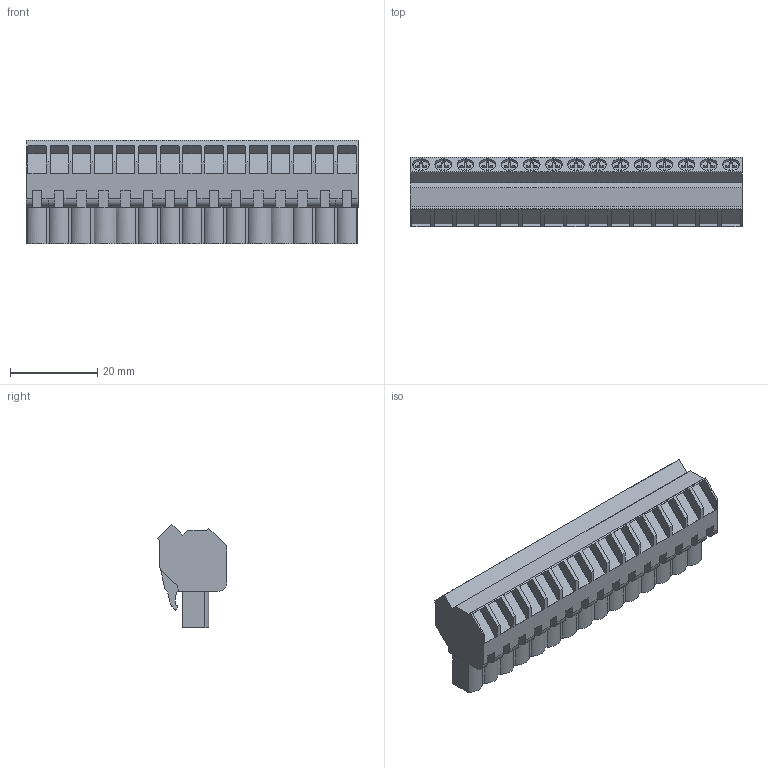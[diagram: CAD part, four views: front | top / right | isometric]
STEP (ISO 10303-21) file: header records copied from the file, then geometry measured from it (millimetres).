
FILE_DESCRIPTION(('CATIA V5 STEP Exchange','CAx-IF Rec.Pracs.--- Model Styling and Organization---1.2---2011-12-15'),'2;1');
FILE_NAME ('D1460067_0_1946380000_1946380000.stp','2017-09-23T15:18:54+00:00',('none'),('Weidmueller'),'CATIA Version 5-6 Release 2014','CATIA V5 STEP AP214','none');
FILE_SCHEMA(('AUTOMOTIVE_DESIGN { 1 0 10303 214 1 1 1 1 }'));
Length unit declared in the file: millimetre
Products named in the file (1): 1946380000
Bounding box: 76.2 x 15.88 x 23.77 mm (x, y, z)
Volume: 16339.8 mm3; surface area: 8805.6 mm2
Topology: 16 solids, 16 shells, 798 faces, 2309 edges, 1574 vertices
Faces by surface type: plane 637, cylinder 157, extrusion 4
Entity records: 24316 total; most frequent: ORIENTED_EDGE 4618, CARTESIAN_POINT 4613, DIRECTION 3174, EDGE_CURVE 2309, VECTOR 1933, LINE 1929, VERTEX_POINT 1574, EDGE_LOOP 829
